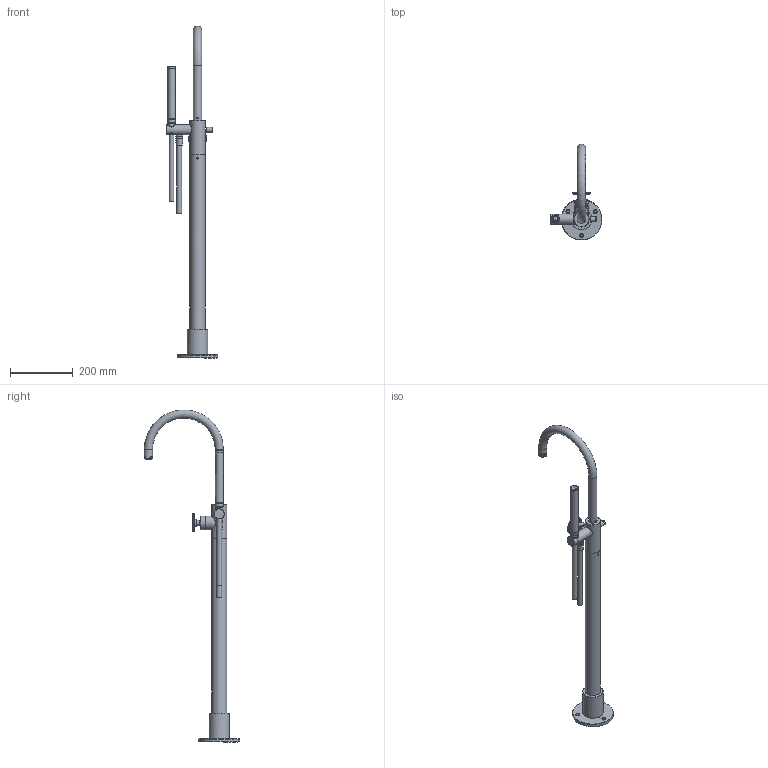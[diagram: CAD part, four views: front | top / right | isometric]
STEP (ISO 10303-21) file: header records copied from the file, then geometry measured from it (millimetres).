
FILE_DESCRIPTION(/* description */ ('Unknown'),/* implementation_level */ '2;1');
FILE_NAME(/* name */ 'CW177-00',/* time_stamp */ '2025-03-26T14:59:32+01:00',/* author */ ('Unknown'),/* organization */ ('Unknown'),/* preprocessor_version */ 'ST-DEVELOPER v19.4',/* originating_system */ 'Solid Edge',/* authorisation */ 'Unknown');
FILE_SCHEMA (('AUTOMOTIVE_DESIGN {1 0 10303 214 3 1 1}'));
Products named in the file (40): CW177-00; B077-008_oa_0; B077-17; B077-16; CW004-01; CW077-02; B077-006_oa_1; B077-43; B077-47; B077-007_oa_2; B077-21 REL2; B077-25; CB077-18; B077-001_oa_3; B077-27; CW077-03; B077-44; B077-009_oa_4; B077-12; B077-26; M015-00; M015-001; B077-004; B077-24; B077-33; B077-46; M017-00; CW003-08; M354-00_oa_5; M354-001_oa_6; C101014_02100ZZ; A089014_00101ZZ; A064038_12900ZZ; B077-18; CW077-01; CW003-02; CW003-001; Mix-Progressiv29; CW031-03; CW031-05
Assembly tree (41 placements, depth 4):
  CW177-00
    B077-008_oa_0
      B077-17
    B077-16
    CW004-01
    CW077-02
    B077-006_oa_1
      B077-43
    B077-47
    B077-007_oa_2
      B077-21 REL2
      B077-25
    CB077-18
    B077-001_oa_3
      B077-27
    CW077-03
    B077-44
    B077-009_oa_4
      B077-12  x3
    B077-26
    M015-00
      M015-001
    B077-004
      B077-24
      B077-33
    B077-46
    M017-00
    CW003-08
    M354-00_oa_5
      M354-001_oa_6
        C101014_02100ZZ
        A089014_00101ZZ
        A064038_12900ZZ
    B077-18
    CW077-01
    CW003-02
    CW003-001
      Mix-Progressiv29
    CW031-03
    CW031-05
Bounding box: 164.65 x 302.75 x 1054.85 mm (x, y, z)
Volume: 887981.8 mm3; surface area: 480858.2 mm2
Topology: 32 solids, 32 shells, 3311 faces, 8192 edges, 5047 vertices
Faces by surface type: cylinder 1038, bspline 982, plane 668, torus 419, cone 194, sphere 10
Full cylindrical faces by diameter (mm): 3.2 x40, 3.242 x1, 3.3 x2, 3.35 x1, 4 x3, 4.2 x2, 4.8 x2, 5 x6, 5.2 x1, 5.5 x1, 5.8 x1, 6 x1, 6.3 x1, 6.4 x3, 6.5 x2, 6.95 x1, 7.3 x1, 7.5 x4, 8 x7, 8.5 x1, 8.85 x1, 9 x4, 9.5 x1, 10 x2, 10.5 x3, 10.7 x1, 10.9 x1, 11 x3, 11.3 x1, 11.5 x1
Entity records: 130186 total; most frequent: CARTESIAN_POINT 45559, ORIENTED_EDGE 14814, DIRECTION 12722, EDGE_CURVE 7407, AXIS2_PLACEMENT_3D 5369, VERTEX_POINT 4764, FACE_BOUND 4097, EDGE_LOOP 4085
